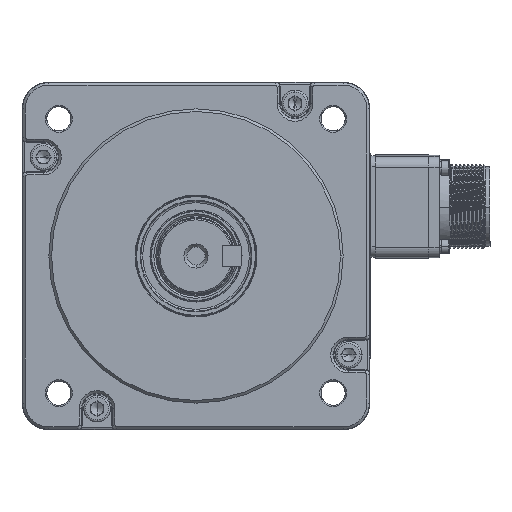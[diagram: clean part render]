
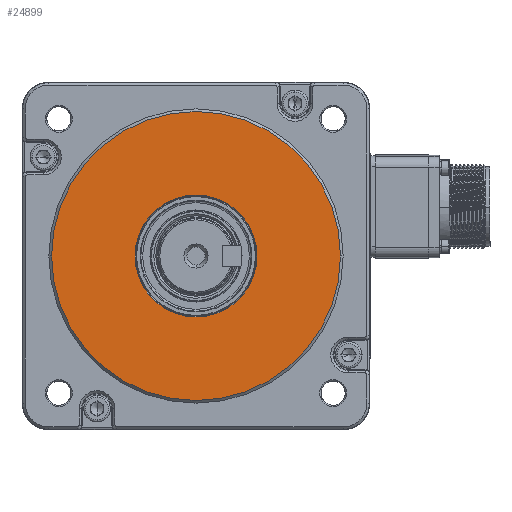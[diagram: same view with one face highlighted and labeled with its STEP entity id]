
A CAD part, left-side view. The second image highlights one B-rep face of the part: STEP entity #24899.
In plain terms, the highlighted planar face has unit normal (-1, 0, 0).
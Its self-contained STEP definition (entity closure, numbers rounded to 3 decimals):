
#655 = AXIS2_PLACEMENT_3D ( 'NONE', #52237, #24258, #56932 ) ;
#855 = EDGE_CURVE ( 'NONE', #16241, #46275, #3857, .T. ) ;
#2359 = ORIENTED_EDGE ( 'NONE', *, *, #6204, .F. ) ;
#3857 = CIRCLE ( 'NONE', #655, 54. ) ;
#6204 = EDGE_CURVE ( 'NONE', #46275, #16241, #25833, .T. ) ;
#6314 = EDGE_CURVE ( 'NONE', #28524, #57947, #47727, .T. ) ;
#8150 = DIRECTION ( 'NONE',  ( 1., 0., 0. ) ) ;
#8849 = CARTESIAN_POINT ( 'NONE',  ( 57., 0., 0. ) ) ;
#9630 = EDGE_LOOP ( 'NONE', ( #20335, #31973 ) ) ;
#10342 = FACE_OUTER_BOUND ( 'NONE', #32311, .T. ) ;
#11370 = CARTESIAN_POINT ( 'NONE',  ( 57., 22.789, 0. ) ) ;
#13543 = DIRECTION ( 'NONE',  ( 0., -1., 0. ) ) ;
#16241 = VERTEX_POINT ( 'NONE', #56534 ) ;
#17700 = EDGE_CURVE ( 'NONE', #57947, #28524, #45959, .T. ) ;
#20335 = ORIENTED_EDGE ( 'NONE', *, *, #6314, .F. ) ;
#21543 = CARTESIAN_POINT ( 'NONE',  ( 57., 0., 0. ) ) ;
#24258 = DIRECTION ( 'NONE',  ( 1., 0., 0. ) ) ;
#24899 = ADVANCED_FACE ( 'NONE', ( #10342, #32169 ), #31154, .F. ) ;
#25833 = CIRCLE ( 'NONE', #44422, 54. ) ;
#26177 = DIRECTION ( 'NONE',  ( 0., -1., 0. ) ) ;
#26945 = DIRECTION ( 'NONE',  ( 1., 0., 0. ) ) ;
#28524 = VERTEX_POINT ( 'NONE', #11370 ) ;
#28887 = ORIENTED_EDGE ( 'NONE', *, *, #855, .F. ) ;
#31154 = PLANE ( 'NONE',  #49028 ) ;
#31973 = ORIENTED_EDGE ( 'NONE', *, *, #17700, .F. ) ;
#32169 = FACE_BOUND ( 'NONE', #9630, .T. ) ;
#32311 = EDGE_LOOP ( 'NONE', ( #28887, #2359 ) ) ;
#36046 = CARTESIAN_POINT ( 'NONE',  ( 57., 0., 0. ) ) ;
#40093 = AXIS2_PLACEMENT_3D ( 'NONE', #21543, #54142, #26177 ) ;
#40733 = DIRECTION ( 'NONE',  ( 0., -1., 0. ) ) ;
#41431 = DIRECTION ( 'NONE',  ( -1., 0., 0. ) ) ;
#44422 = AXIS2_PLACEMENT_3D ( 'NONE', #54928, #26945, #59643 ) ;
#45959 = CIRCLE ( 'NONE', #40093, 22.789 ) ;
#46275 = VERTEX_POINT ( 'NONE', #50938 ) ;
#47061 = CARTESIAN_POINT ( 'NONE',  ( 57., -22.789, 0. ) ) ;
#47727 = CIRCLE ( 'NONE', #56950, 22.789 ) ;
#49028 = AXIS2_PLACEMENT_3D ( 'NONE', #36046, #8150, #40733 ) ;
#50938 = CARTESIAN_POINT ( 'NONE',  ( 57., 54., 0. ) ) ;
#52237 = CARTESIAN_POINT ( 'NONE',  ( 57., 0., 0. ) ) ;
#54142 = DIRECTION ( 'NONE',  ( -1., 0., 0. ) ) ;
#54928 = CARTESIAN_POINT ( 'NONE',  ( 57., 0., 0. ) ) ;
#56534 = CARTESIAN_POINT ( 'NONE',  ( 57., -54., 0. ) ) ;
#56932 = DIRECTION ( 'NONE',  ( 0., -1., 0. ) ) ;
#56950 = AXIS2_PLACEMENT_3D ( 'NONE', #8849, #41431, #13543 ) ;
#57947 = VERTEX_POINT ( 'NONE', #47061 ) ;
#59643 = DIRECTION ( 'NONE',  ( 0., -1., 0. ) ) ;
